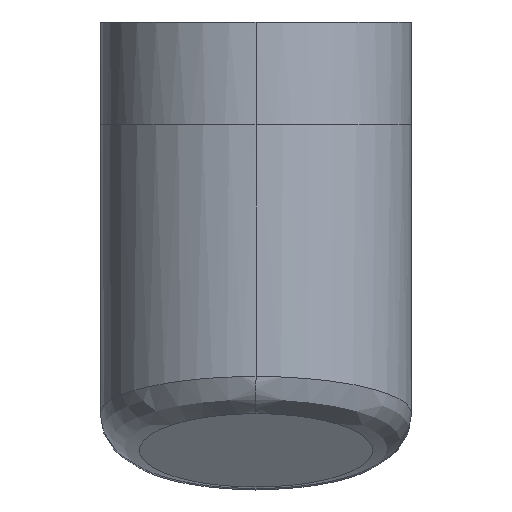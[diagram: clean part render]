
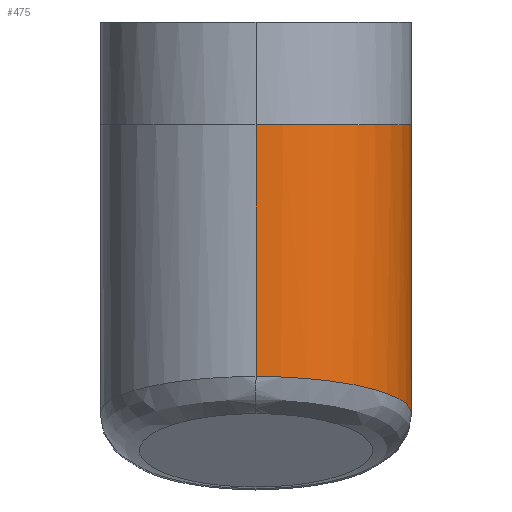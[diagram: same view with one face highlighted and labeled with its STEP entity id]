
A CAD part, top view. The second image highlights one B-rep face of the part: STEP entity #475.
In plain terms, the highlighted cylindrical face has radius 40 mm (diameter 80 mm), a partial arc.
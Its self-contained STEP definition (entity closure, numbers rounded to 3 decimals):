
#41 =( BOUNDED_CURVE ( )  B_SPLINE_CURVE ( 3, ( #538, #870, #631, #782 ),
 .UNSPECIFIED., .F., .F. ) 
 B_SPLINE_CURVE_WITH_KNOTS ( ( 4, 4 ),
 ( 4.712, 6.283 ),
 .UNSPECIFIED. ) 
 CURVE ( )  GEOMETRIC_REPRESENTATION_ITEM ( )  RATIONAL_B_SPLINE_CURVE ( ( 1., 0.805, 0.805, 1. ) ) 
 REPRESENTATION_ITEM ( '' )  );
#47 = DIRECTION ( 'NONE',  ( 0., 1., 0. ) ) ;
#64 = CARTESIAN_POINT ( 'NONE',  ( 0., 43., 283.65 ) ) ;
#74 = EDGE_CURVE ( 'NONE', #1063, #673, #647, .T. ) ;
#77 = VERTEX_POINT ( 'NONE', #972 ) ;
#82 = CARTESIAN_POINT ( 'NONE',  ( 0., -40., 203.65 ) ) ;
#93 = CARTESIAN_POINT ( 'NONE',  ( 0., -40.498, 203.65 ) ) ;
#112 = CARTESIAN_POINT ( 'NONE',  ( 0., -21.748, 283.65 ) ) ;
#130 = CARTESIAN_POINT ( 'NONE',  ( 40., -23.431, 220.219 ) ) ;
#159 = DIRECTION ( 'NONE',  ( 0., -1., 0. ) ) ;
#188 = FACE_OUTER_BOUND ( 'NONE', #796, .T. ) ;
#240 = CARTESIAN_POINT ( 'NONE',  ( 40., 0., 243.65 ) ) ;
#243 = ORIENTED_EDGE ( 'NONE', *, *, #74, .T. ) ;
#244 = DIRECTION ( 'NONE',  ( 0., -1., 0. ) ) ;
#245 = EDGE_CURVE ( 'NONE', #938, #593, #861, .T. ) ;
#259 = ORIENTED_EDGE ( 'NONE', *, *, #715, .F. ) ;
#262 = CARTESIAN_POINT ( 'NONE',  ( 0., 43., 203.65 ) ) ;
#308 = ORIENTED_EDGE ( 'NONE', *, *, #799, .T. ) ;
#312 = AXIS2_PLACEMENT_3D ( 'NONE', #1035, #515, #845 ) ;
#318 = ORIENTED_EDGE ( 'NONE', *, *, #811, .T. ) ;
#326 = CARTESIAN_POINT ( 'NONE',  ( 0., 43., 203.65 ) ) ;
#341 = ORIENTED_EDGE ( 'NONE', *, *, #245, .F. ) ;
#350 = AXIS2_PLACEMENT_3D ( 'NONE', #791, #47, #380 ) ;
#351 = ORIENTED_EDGE ( 'NONE', *, *, #695, .T. ) ;
#380 = DIRECTION ( 'NONE',  ( 0., 0., 1. ) ) ;
#430 = VECTOR ( 'NONE', #159, 1000. ) ;
#475 = ADVANCED_FACE ( 'NONE', ( #188 ), #701, .T. ) ;
#477 = CARTESIAN_POINT ( 'NONE',  ( 80., -40.498, 203.65 ) ) ;
#480 = CARTESIAN_POINT ( 'NONE',  ( 0., -40.498, 203.65 ) ) ;
#501 = ORIENTED_EDGE ( 'NONE', *, *, #570, .F. ) ;
#515 = DIRECTION ( 'NONE',  ( 0., -1., 0. ) ) ;
#538 = CARTESIAN_POINT ( 'NONE',  ( 40., 0., 243.65 ) ) ;
#570 = EDGE_CURVE ( 'NONE', #593, #77, #1071, .T. ) ;
#571 = LINE ( 'NONE', #895, #430 ) ;
#593 = VERTEX_POINT ( 'NONE', #262 ) ;
#629 = CARTESIAN_POINT ( 'NONE',  ( 23.431, -40., 203.65 ) ) ;
#631 = CARTESIAN_POINT ( 'NONE',  ( 23.431, 40., 203.65 ) ) ;
#636 = VERTEX_POINT ( 'NONE', #770 ) ;
#647 =( BOUNDED_CURVE ( )  B_SPLINE_CURVE ( 3, ( #1061, #629, #130, #890 ),
 .UNSPECIFIED., .F., .T. ) 
 B_SPLINE_CURVE_WITH_KNOTS ( ( 4, 4 ),
 ( 0., 1.571 ),
 .UNSPECIFIED. ) 
 CURVE ( )  GEOMETRIC_REPRESENTATION_ITEM ( )  RATIONAL_B_SPLINE_CURVE ( ( 1., 0.805, 0.805, 1. ) ) 
 REPRESENTATION_ITEM ( '' )  );
#658 = LINE ( 'NONE', #985, #722 ) ;
#673 = VERTEX_POINT ( 'NONE', #240 ) ;
#695 = EDGE_CURVE ( 'NONE', #938, #636, #571, .T. ) ;
#701 = CYLINDRICAL_SURFACE ( 'NONE', #312, 40. ) ;
#715 = EDGE_CURVE ( 'NONE', #1063, #768, #658, .T. ) ;
#722 = VECTOR ( 'NONE', #244, 1000. ) ;
#768 = VERTEX_POINT ( 'NONE', #93 ) ;
#770 = CARTESIAN_POINT ( 'NONE',  ( 0., -21.748, 283.65 ) ) ;
#774 = CARTESIAN_POINT ( 'NONE',  ( 80., -21.748, 283.65 ) ) ;
#782 = CARTESIAN_POINT ( 'NONE',  ( 0., 40., 203.65 ) ) ;
#791 = CARTESIAN_POINT ( 'NONE',  ( 0., 43., 243.65 ) ) ;
#796 = EDGE_LOOP ( 'NONE', ( #341, #351, #318, #259, #243, #308, #501 ) ) ;
#799 = EDGE_CURVE ( 'NONE', #673, #77, #41, .T. ) ;
#811 = EDGE_CURVE ( 'NONE', #636, #768, #1049, .T. ) ;
#845 = DIRECTION ( 'NONE',  ( 0., 0., -1. ) ) ;
#861 = CIRCLE ( 'NONE', #350, 40. ) ;
#870 = CARTESIAN_POINT ( 'NONE',  ( 40., 23.431, 220.219 ) ) ;
#890 = CARTESIAN_POINT ( 'NONE',  ( 40., 0., 243.65 ) ) ;
#895 = CARTESIAN_POINT ( 'NONE',  ( 0., 43., 283.65 ) ) ;
#938 = VERTEX_POINT ( 'NONE', #64 ) ;
#972 = CARTESIAN_POINT ( 'NONE',  ( 0., 40., 203.65 ) ) ;
#980 = DIRECTION ( 'NONE',  ( 0., -1., 0. ) ) ;
#985 = CARTESIAN_POINT ( 'NONE',  ( 0., 43., 203.65 ) ) ;
#1035 = CARTESIAN_POINT ( 'NONE',  ( 0., 43., 243.65 ) ) ;
#1049 =( BOUNDED_CURVE ( )  B_SPLINE_CURVE ( 3, ( #112, #774, #477, #480 ),
 .UNSPECIFIED., .F., .F. ) 
 B_SPLINE_CURVE_WITH_KNOTS ( ( 4, 4 ),
 ( 3.142, 6.283 ),
 .UNSPECIFIED. ) 
 CURVE ( )  GEOMETRIC_REPRESENTATION_ITEM ( )  RATIONAL_B_SPLINE_CURVE ( ( 1., 0.333, 0.333, 1. ) ) 
 REPRESENTATION_ITEM ( '' )  );
#1057 = VECTOR ( 'NONE', #980, 1000. ) ;
#1061 = CARTESIAN_POINT ( 'NONE',  ( 0., -40., 203.65 ) ) ;
#1063 = VERTEX_POINT ( 'NONE', #82 ) ;
#1071 = LINE ( 'NONE', #326, #1057 ) ;
